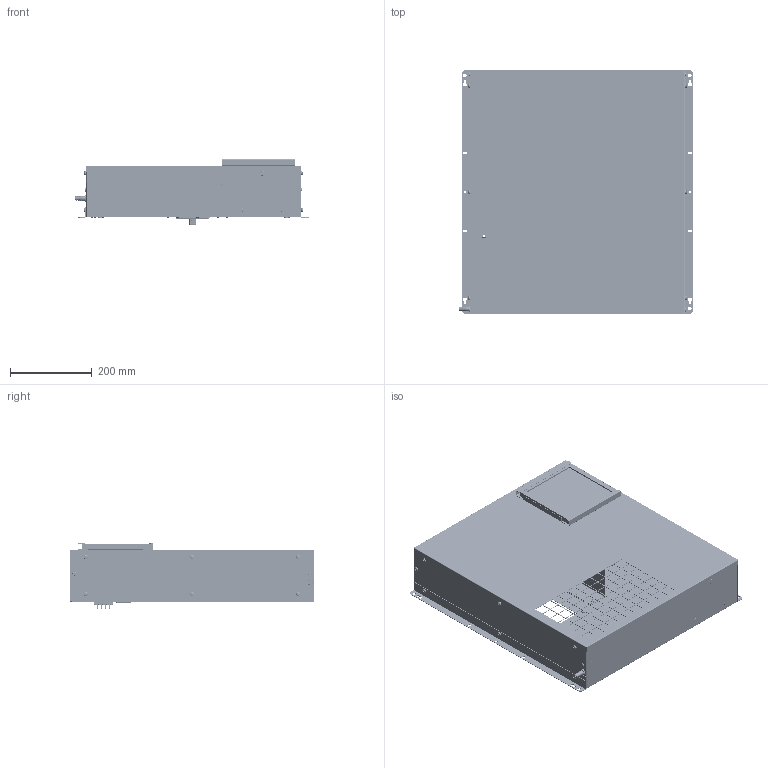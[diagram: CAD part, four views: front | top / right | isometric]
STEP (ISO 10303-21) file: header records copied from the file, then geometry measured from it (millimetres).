
FILE_DESCRIPTION (( 'STEP AP203' ), '1' );
FILE_NAME ('STEPA-KA4C2DSP23L.STEP', '2022-02-15T17:56:52', ( '' ), ( '' ), 'SwSTEP 2.0', 'SolidWorks 2019', '' );
FILE_SCHEMA (( 'CONFIG_CONTROL_DESIGN' ));
Products named in the file (1): STEPA-KA4C2DSP23L
Bounding box: 571.94 x 599.21 x 160.48 mm (x, y, z)
Volume: 1645282.2 mm3; surface area: 2299217.9 mm2
Topology: 86 solids, 86 shells, 8959 faces, 23500 edges, 14887 vertices
Faces by surface type: cylinder 3236, plane 2930, bspline 1432, cone 1181, torus 164, sphere 16
Entity records: 397771 total; most frequent: CARTESIAN_POINT 198273, ORIENTED_EDGE 46960, DIRECTION 35903, EDGE_CURVE 23480, VERTEX_POINT 14887, AXIS2_PLACEMENT_3D 12736, VECTOR 10431, LINE 10431
